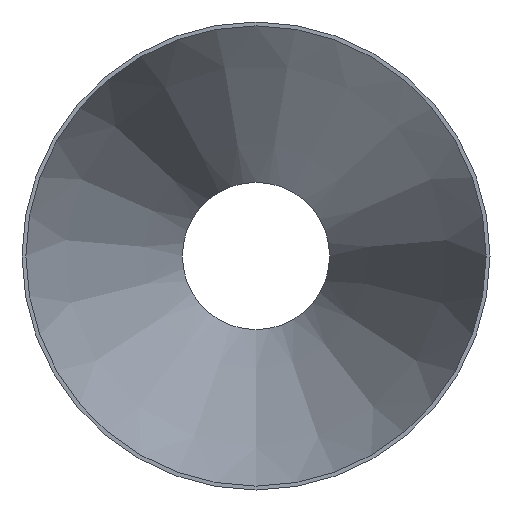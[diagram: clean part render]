
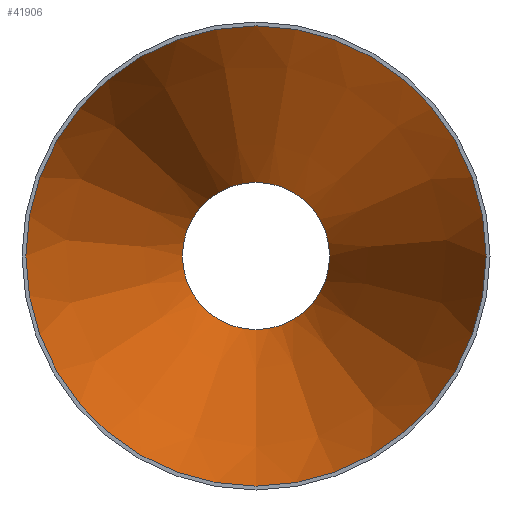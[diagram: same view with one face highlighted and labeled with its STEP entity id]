
A CAD part, front view. The second image highlights one B-rep face of the part: STEP entity #41906.
In plain terms, the highlighted conical face has half-angle 18.487 degrees and reference radius 249.782 mm.
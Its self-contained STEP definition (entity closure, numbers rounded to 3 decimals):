
#1300 = FACE_BOUND ( 'NONE', #17032, .T. ) ;
#7254 = CARTESIAN_POINT ( 'NONE',  ( 0., 508., -79.932 ) ) ;
#10381 = AXIS2_PLACEMENT_3D ( 'NONE', #40891, #22294, #43753 ) ;
#11316 = DIRECTION ( 'NONE',  ( 0., 0., -1. ) ) ;
#11424 = ORIENTED_EDGE ( 'NONE', *, *, #29013, .T. ) ;
#14170 = AXIS2_PLACEMENT_3D ( 'NONE', #26715, #20757, #41979 ) ;
#14378 = CARTESIAN_POINT ( 'NONE',  ( 0., 0., -249.782 ) ) ;
#14615 = VERTEX_POINT ( 'NONE', #7254 ) ;
#15790 = FACE_OUTER_BOUND ( 'NONE', #43900, .T. ) ;
#17032 = EDGE_LOOP ( 'NONE', ( #39813 ) ) ;
#20350 = CIRCLE ( 'NONE', #46950, 249.782 ) ;
#20757 = DIRECTION ( 'NONE',  ( 0., -1., 0. ) ) ;
#22294 = DIRECTION ( 'NONE',  ( 0., -1., 0. ) ) ;
#22680 = CARTESIAN_POINT ( 'NONE',  ( 0., 0., 0. ) ) ;
#25065 = VERTEX_POINT ( 'NONE', #14378 ) ;
#26715 = CARTESIAN_POINT ( 'NONE',  ( 0., 0., 0. ) ) ;
#29013 = EDGE_CURVE ( 'NONE', #25065, #25065, #20350, .T. ) ;
#37824 = CIRCLE ( 'NONE', #10381, 79.932 ) ;
#39813 = ORIENTED_EDGE ( 'NONE', *, *, #45334, .F. ) ;
#40891 = CARTESIAN_POINT ( 'NONE',  ( 0., 508., 0. ) ) ;
#41906 = ADVANCED_FACE ( 'NONE', ( #1300, #15790 ), #44700, .F. ) ;
#41979 = DIRECTION ( 'NONE',  ( 0., 0., -1. ) ) ;
#43753 = DIRECTION ( 'NONE',  ( 0., 0., -1. ) ) ;
#43900 = EDGE_LOOP ( 'NONE', ( #11424 ) ) ;
#43911 = DIRECTION ( 'NONE',  ( 0., -1., 0. ) ) ;
#44700 = CONICAL_SURFACE ( 'NONE', #14170, 249.782, 0.323 ) ;
#45334 = EDGE_CURVE ( 'NONE', #14615, #14615, #37824, .T. ) ;
#46950 = AXIS2_PLACEMENT_3D ( 'NONE', #22680, #43911, #11316 ) ;
